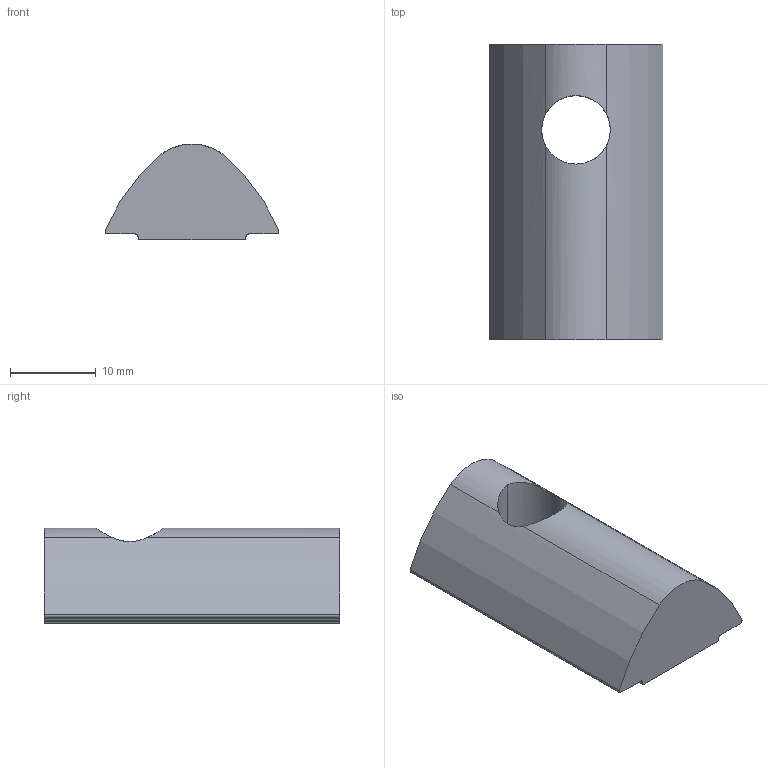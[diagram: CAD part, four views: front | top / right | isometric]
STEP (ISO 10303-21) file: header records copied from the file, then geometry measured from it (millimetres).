
FILE_DESCRIPTION(('STEP AP214'),'1');
FILE_NAME('cctmp_AF870E66-0F27-4762-A34E-728C4E0D1FDF_2023_08_14_13_48_31_0509_28564..stp','2023-08-14T13:48:31',('KiM GmbH'),('CADClick - www.CADClick.com'),'Spatial InterOp 3D',' ','unknown authorization');
FILE_SCHEMA(('AUTOMOTIVE_DESIGN'));
Length unit declared in the file: millimetre
Products named in the file (2): item_0000363_FILENAME_0.0.003.63; item_0000363_FILENAME_0.0.003.63_1
Assembly tree (1 placements, depth 2):
  item_0000363_FILENAME_0.0.003.63
    item_0000363_FILENAME_0.0.003.63_1
Bounding box: 20.3 x 34.5 x 11.2 mm (x, y, z)
Volume: 4794.7 mm3; surface area: 2252.5 mm2
Topology: 1 solids, 1 shells, 19 faces, 54 edges, 36 vertices
Faces by surface type: cylinder 12, plane 7
Entity records: 965 total; most frequent: CARTESIAN_POINT 253, DIRECTION 110, ORIENTED_EDGE 108, EDGE_CURVE 54, AXIS2_PLACEMENT_3D 41, VERTEX_POINT 36, LINE 28, VECTOR 28
